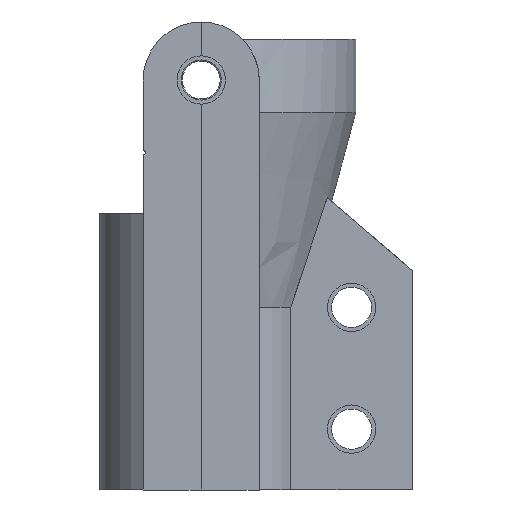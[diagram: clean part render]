
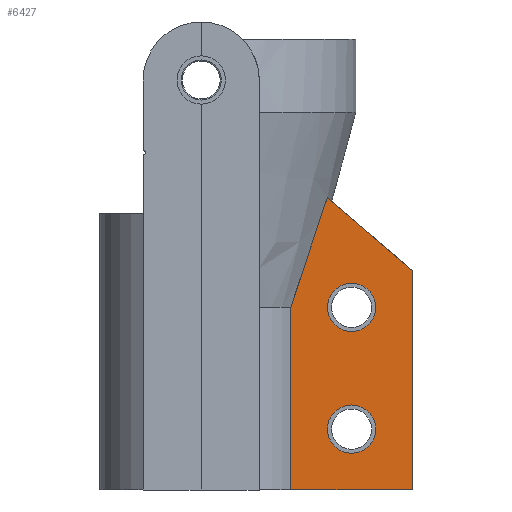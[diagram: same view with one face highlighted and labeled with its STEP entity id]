
A CAD part, front view. The second image highlights one B-rep face of the part: STEP entity #6427.
In plain terms, the highlighted planar face has unit normal (0, -1, 0).
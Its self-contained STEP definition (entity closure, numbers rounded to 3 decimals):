
#4063 = PLANE('',#4064);
#4064 = AXIS2_PLACEMENT_3D('',#4065,#4066,#4067);
#4065 = CARTESIAN_POINT('',(7.35,-0.375,15.));
#4066 = DIRECTION('',(1.,0.,0.));
#4067 = DIRECTION('',(0.,0.,-1.));
#4099 = PLANE('',#4100);
#4100 = AXIS2_PLACEMENT_3D('',#4101,#4102,#4103);
#4101 = CARTESIAN_POINT('',(7.35,-0.375,0.));
#4102 = DIRECTION('',(0.,0.,1.));
#4103 = DIRECTION('',(1.,0.,0.));
#4857 = PLANE('',#4858);
#4858 = AXIS2_PLACEMENT_3D('',#4859,#4860,#4861);
#4859 = CARTESIAN_POINT('',(7.35,-0.375,15.));
#4860 = DIRECTION('',(-0.948,0.,0.317));
#4861 = DIRECTION('',(0.317,0.,0.948));
#4889 = PLANE('',#4890);
#4890 = AXIS2_PLACEMENT_3D('',#4891,#4892,#4893);
#4891 = CARTESIAN_POINT('',(10.359,-0.375,24.));
#4892 = DIRECTION('',(0.651,0.,0.759));
#4893 = DIRECTION('',(0.759,0.,-0.651));
#5396 = VERTEX_POINT('',#5397);
#5397 = CARTESIAN_POINT('',(7.35,-4.,15.));
#5418 = EDGE_CURVE('',#5396,#5419,#5421,.T.);
#5419 = VERTEX_POINT('',#5420);
#5420 = CARTESIAN_POINT('',(7.35,-4.,0.));
#5421 = SURFACE_CURVE('',#5422,(#5426,#5433),.PCURVE_S1.);
#5422 = LINE('',#5423,#5424);
#5423 = CARTESIAN_POINT('',(7.35,-4.,15.));
#5424 = VECTOR('',#5425,1.);
#5425 = DIRECTION('',(0.,0.,-1.));
#5426 = PCURVE('',#4063,#5427);
#5427 = DEFINITIONAL_REPRESENTATION('',(#5428),#5432);
#5428 = LINE('',#5429,#5430);
#5429 = CARTESIAN_POINT('',(0.,-3.625));
#5430 = VECTOR('',#5431,1.);
#5431 = DIRECTION('',(1.,0.));
#5432 = ( GEOMETRIC_REPRESENTATION_CONTEXT(2) 
PARAMETRIC_REPRESENTATION_CONTEXT() REPRESENTATION_CONTEXT('2D SPACE',''
  ) );
#5433 = PCURVE('',#5434,#5439);
#5434 = PLANE('',#5435);
#5435 = AXIS2_PLACEMENT_3D('',#5436,#5437,#5438);
#5436 = CARTESIAN_POINT('',(12.28,-4.,10.583));
#5437 = DIRECTION('',(0.,1.,0.));
#5438 = DIRECTION('',(0.,0.,1.));
#5439 = DEFINITIONAL_REPRESENTATION('',(#5440),#5444);
#5440 = LINE('',#5441,#5442);
#5441 = CARTESIAN_POINT('',(4.417,-4.93));
#5442 = VECTOR('',#5443,1.);
#5443 = DIRECTION('',(-1.,0.));
#5444 = ( GEOMETRIC_REPRESENTATION_CONTEXT(2) 
PARAMETRIC_REPRESENTATION_CONTEXT() REPRESENTATION_CONTEXT('2D SPACE',''
  ) );
#5472 = EDGE_CURVE('',#5419,#5473,#5475,.T.);
#5473 = VERTEX_POINT('',#5474);
#5474 = CARTESIAN_POINT('',(17.35,-4.,0.));
#5475 = SURFACE_CURVE('',#5476,(#5480,#5487),.PCURVE_S1.);
#5476 = LINE('',#5477,#5478);
#5477 = CARTESIAN_POINT('',(7.35,-4.,0.));
#5478 = VECTOR('',#5479,1.);
#5479 = DIRECTION('',(1.,0.,0.));
#5480 = PCURVE('',#4099,#5481);
#5481 = DEFINITIONAL_REPRESENTATION('',(#5482),#5486);
#5482 = LINE('',#5483,#5484);
#5483 = CARTESIAN_POINT('',(0.,-3.625));
#5484 = VECTOR('',#5485,1.);
#5485 = DIRECTION('',(1.,0.));
#5486 = ( GEOMETRIC_REPRESENTATION_CONTEXT(2) 
PARAMETRIC_REPRESENTATION_CONTEXT() REPRESENTATION_CONTEXT('2D SPACE',''
  ) );
#5487 = PCURVE('',#5434,#5488);
#5488 = DEFINITIONAL_REPRESENTATION('',(#5489),#5493);
#5489 = LINE('',#5490,#5491);
#5490 = CARTESIAN_POINT('',(-10.583,-4.93));
#5491 = VECTOR('',#5492,1.);
#5492 = DIRECTION('',(0.,1.));
#5493 = ( GEOMETRIC_REPRESENTATION_CONTEXT(2) 
PARAMETRIC_REPRESENTATION_CONTEXT() REPRESENTATION_CONTEXT('2D SPACE',''
  ) );
#5511 = PLANE('',#5512);
#5512 = AXIS2_PLACEMENT_3D('',#5513,#5514,#5515);
#5513 = CARTESIAN_POINT('',(17.35,-0.375,18.));
#5514 = DIRECTION('',(1.,0.,0.));
#5515 = DIRECTION('',(0.,0.,-1.));
#6307 = VERTEX_POINT('',#6308);
#6308 = CARTESIAN_POINT('',(10.359,-4.,24.));
#6329 = EDGE_CURVE('',#6307,#6330,#6332,.T.);
#6330 = VERTEX_POINT('',#6331);
#6331 = CARTESIAN_POINT('',(17.35,-4.,18.));
#6332 = SURFACE_CURVE('',#6333,(#6337,#6344),.PCURVE_S1.);
#6333 = LINE('',#6334,#6335);
#6334 = CARTESIAN_POINT('',(10.359,-4.,24.));
#6335 = VECTOR('',#6336,1.);
#6336 = DIRECTION('',(0.759,0.,-0.651));
#6337 = PCURVE('',#4889,#6338);
#6338 = DEFINITIONAL_REPRESENTATION('',(#6339),#6343);
#6339 = LINE('',#6340,#6341);
#6340 = CARTESIAN_POINT('',(0.,-3.625));
#6341 = VECTOR('',#6342,1.);
#6342 = DIRECTION('',(1.,0.));
#6343 = ( GEOMETRIC_REPRESENTATION_CONTEXT(2) 
PARAMETRIC_REPRESENTATION_CONTEXT() REPRESENTATION_CONTEXT('2D SPACE',''
  ) );
#6344 = PCURVE('',#5434,#6345);
#6345 = DEFINITIONAL_REPRESENTATION('',(#6346),#6350);
#6346 = LINE('',#6347,#6348);
#6347 = CARTESIAN_POINT('',(13.417,-1.921));
#6348 = VECTOR('',#6349,1.);
#6349 = DIRECTION('',(-0.651,0.759));
#6350 = ( GEOMETRIC_REPRESENTATION_CONTEXT(2) 
PARAMETRIC_REPRESENTATION_CONTEXT() REPRESENTATION_CONTEXT('2D SPACE',''
  ) );
#6379 = EDGE_CURVE('',#5396,#6307,#6380,.T.);
#6380 = SURFACE_CURVE('',#6381,(#6385,#6392),.PCURVE_S1.);
#6381 = LINE('',#6382,#6383);
#6382 = CARTESIAN_POINT('',(7.35,-4.,15.));
#6383 = VECTOR('',#6384,1.);
#6384 = DIRECTION('',(0.317,0.,0.948));
#6385 = PCURVE('',#4857,#6386);
#6386 = DEFINITIONAL_REPRESENTATION('',(#6387),#6391);
#6387 = LINE('',#6388,#6389);
#6388 = CARTESIAN_POINT('',(0.,-3.625));
#6389 = VECTOR('',#6390,1.);
#6390 = DIRECTION('',(1.,0.));
#6391 = ( GEOMETRIC_REPRESENTATION_CONTEXT(2) 
PARAMETRIC_REPRESENTATION_CONTEXT() REPRESENTATION_CONTEXT('2D SPACE',''
  ) );
#6392 = PCURVE('',#5434,#6393);
#6393 = DEFINITIONAL_REPRESENTATION('',(#6394),#6398);
#6394 = LINE('',#6395,#6396);
#6395 = CARTESIAN_POINT('',(4.417,-4.93));
#6396 = VECTOR('',#6397,1.);
#6397 = DIRECTION('',(0.948,0.317));
#6398 = ( GEOMETRIC_REPRESENTATION_CONTEXT(2) 
PARAMETRIC_REPRESENTATION_CONTEXT() REPRESENTATION_CONTEXT('2D SPACE',''
  ) );
#6427 = ADVANCED_FACE('',(#6428,#6455,#6490),#5434,.F.);
#6428 = FACE_BOUND('',#6429,.F.);
#6429 = EDGE_LOOP('',(#6430,#6431,#6432,#6453,#6454));
#6430 = ORIENTED_EDGE('',*,*,#6379,.T.);
#6431 = ORIENTED_EDGE('',*,*,#6329,.T.);
#6432 = ORIENTED_EDGE('',*,*,#6433,.T.);
#6433 = EDGE_CURVE('',#6330,#5473,#6434,.T.);
#6434 = SURFACE_CURVE('',#6435,(#6439,#6446),.PCURVE_S1.);
#6435 = LINE('',#6436,#6437);
#6436 = CARTESIAN_POINT('',(17.35,-4.,18.));
#6437 = VECTOR('',#6438,1.);
#6438 = DIRECTION('',(0.,0.,-1.));
#6439 = PCURVE('',#5434,#6440);
#6440 = DEFINITIONAL_REPRESENTATION('',(#6441),#6445);
#6441 = LINE('',#6442,#6443);
#6442 = CARTESIAN_POINT('',(7.417,5.07));
#6443 = VECTOR('',#6444,1.);
#6444 = DIRECTION('',(-1.,0.));
#6445 = ( GEOMETRIC_REPRESENTATION_CONTEXT(2) 
PARAMETRIC_REPRESENTATION_CONTEXT() REPRESENTATION_CONTEXT('2D SPACE',''
  ) );
#6446 = PCURVE('',#5511,#6447);
#6447 = DEFINITIONAL_REPRESENTATION('',(#6448),#6452);
#6448 = LINE('',#6449,#6450);
#6449 = CARTESIAN_POINT('',(0.,-3.625));
#6450 = VECTOR('',#6451,1.);
#6451 = DIRECTION('',(1.,0.));
#6452 = ( GEOMETRIC_REPRESENTATION_CONTEXT(2) 
PARAMETRIC_REPRESENTATION_CONTEXT() REPRESENTATION_CONTEXT('2D SPACE',''
  ) );
#6453 = ORIENTED_EDGE('',*,*,#5472,.F.);
#6454 = ORIENTED_EDGE('',*,*,#5418,.F.);
#6455 = FACE_BOUND('',#6456,.F.);
#6456 = EDGE_LOOP('',(#6457));
#6457 = ORIENTED_EDGE('',*,*,#6458,.T.);
#6458 = EDGE_CURVE('',#6459,#6459,#6461,.T.);
#6459 = VERTEX_POINT('',#6460);
#6460 = CARTESIAN_POINT('',(10.368,-4.,5.));
#6461 = SURFACE_CURVE('',#6462,(#6467,#6478),.PCURVE_S1.);
#6462 = CIRCLE('',#6463,1.983);
#6463 = AXIS2_PLACEMENT_3D('',#6464,#6465,#6466);
#6464 = CARTESIAN_POINT('',(12.35,-4.,5.));
#6465 = DIRECTION('',(0.,-1.,0.));
#6466 = DIRECTION('',(-1.,0.,0.));
#6467 = PCURVE('',#5434,#6468);
#6468 = DEFINITIONAL_REPRESENTATION('',(#6469),#6477);
#6469 = ( BOUNDED_CURVE() B_SPLINE_CURVE(2,(#6470,#6471,#6472,#6473,
#6474,#6475,#6476),.UNSPECIFIED.,.T.,.F.) B_SPLINE_CURVE_WITH_KNOTS((1,2
    ,2,2,2,1),(-2.094,0.,2.094,4.189,
6.283,8.378),.UNSPECIFIED.) CURVE() 
GEOMETRIC_REPRESENTATION_ITEM() RATIONAL_B_SPLINE_CURVE((1.,0.5,1.,0.5,
1.,0.5,1.)) REPRESENTATION_ITEM('') );
#6470 = CARTESIAN_POINT('',(-5.583,-1.913));
#6471 = CARTESIAN_POINT('',(-9.017,-1.913));
#6472 = CARTESIAN_POINT('',(-7.3,1.061));
#6473 = CARTESIAN_POINT('',(-5.583,4.035));
#6474 = CARTESIAN_POINT('',(-3.866,1.061));
#6475 = CARTESIAN_POINT('',(-2.149,-1.913));
#6476 = CARTESIAN_POINT('',(-5.583,-1.913));
#6477 = ( GEOMETRIC_REPRESENTATION_CONTEXT(2) 
PARAMETRIC_REPRESENTATION_CONTEXT() REPRESENTATION_CONTEXT('2D SPACE',''
  ) );
#6478 = PCURVE('',#6479,#6484);
#6479 = CYLINDRICAL_SURFACE('',#6480,1.983);
#6480 = AXIS2_PLACEMENT_3D('',#6481,#6482,#6483);
#6481 = CARTESIAN_POINT('',(12.35,-4.,5.));
#6482 = DIRECTION('',(0.,1.,0.));
#6483 = DIRECTION('',(-1.,0.,0.));
#6484 = DEFINITIONAL_REPRESENTATION('',(#6485),#6489);
#6485 = LINE('',#6486,#6487);
#6486 = CARTESIAN_POINT('',(-0.,0.));
#6487 = VECTOR('',#6488,1.);
#6488 = DIRECTION('',(-1.,0.));
#6489 = ( GEOMETRIC_REPRESENTATION_CONTEXT(2) 
PARAMETRIC_REPRESENTATION_CONTEXT() REPRESENTATION_CONTEXT('2D SPACE',''
  ) );
#6490 = FACE_BOUND('',#6491,.F.);
#6491 = EDGE_LOOP('',(#6492));
#6492 = ORIENTED_EDGE('',*,*,#6493,.T.);
#6493 = EDGE_CURVE('',#6494,#6494,#6496,.T.);
#6494 = VERTEX_POINT('',#6495);
#6495 = CARTESIAN_POINT('',(10.368,-4.,15.));
#6496 = SURFACE_CURVE('',#6497,(#6502,#6513),.PCURVE_S1.);
#6497 = CIRCLE('',#6498,1.983);
#6498 = AXIS2_PLACEMENT_3D('',#6499,#6500,#6501);
#6499 = CARTESIAN_POINT('',(12.35,-4.,15.));
#6500 = DIRECTION('',(0.,-1.,0.));
#6501 = DIRECTION('',(-1.,0.,0.));
#6502 = PCURVE('',#5434,#6503);
#6503 = DEFINITIONAL_REPRESENTATION('',(#6504),#6512);
#6504 = ( BOUNDED_CURVE() B_SPLINE_CURVE(2,(#6505,#6506,#6507,#6508,
#6509,#6510,#6511),.UNSPECIFIED.,.T.,.F.) B_SPLINE_CURVE_WITH_KNOTS((1,2
    ,2,2,2,1),(-2.094,0.,2.094,4.189,
6.283,8.378),.UNSPECIFIED.) CURVE() 
GEOMETRIC_REPRESENTATION_ITEM() RATIONAL_B_SPLINE_CURVE((1.,0.5,1.,0.5,
1.,0.5,1.)) REPRESENTATION_ITEM('') );
#6505 = CARTESIAN_POINT('',(4.417,-1.913));
#6506 = CARTESIAN_POINT('',(0.983,-1.913));
#6507 = CARTESIAN_POINT('',(2.7,1.061));
#6508 = CARTESIAN_POINT('',(4.417,4.035));
#6509 = CARTESIAN_POINT('',(6.134,1.061));
#6510 = CARTESIAN_POINT('',(7.851,-1.913));
#6511 = CARTESIAN_POINT('',(4.417,-1.913));
#6512 = ( GEOMETRIC_REPRESENTATION_CONTEXT(2) 
PARAMETRIC_REPRESENTATION_CONTEXT() REPRESENTATION_CONTEXT('2D SPACE',''
  ) );
#6513 = PCURVE('',#6514,#6519);
#6514 = CYLINDRICAL_SURFACE('',#6515,1.983);
#6515 = AXIS2_PLACEMENT_3D('',#6516,#6517,#6518);
#6516 = CARTESIAN_POINT('',(12.35,-4.,15.));
#6517 = DIRECTION('',(0.,1.,0.));
#6518 = DIRECTION('',(-1.,0.,0.));
#6519 = DEFINITIONAL_REPRESENTATION('',(#6520),#6524);
#6520 = LINE('',#6521,#6522);
#6521 = CARTESIAN_POINT('',(-0.,0.));
#6522 = VECTOR('',#6523,1.);
#6523 = DIRECTION('',(-1.,0.));
#6524 = ( GEOMETRIC_REPRESENTATION_CONTEXT(2) 
PARAMETRIC_REPRESENTATION_CONTEXT() REPRESENTATION_CONTEXT('2D SPACE',''
  ) );
